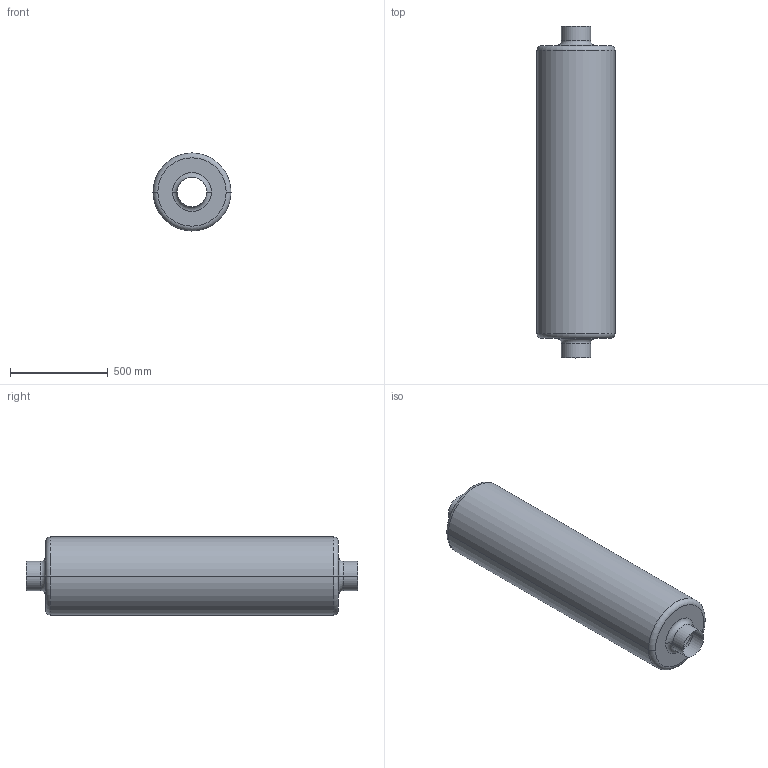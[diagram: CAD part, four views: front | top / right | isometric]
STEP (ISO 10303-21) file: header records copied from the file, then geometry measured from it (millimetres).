
FILE_DESCRIPTION (( 'STEP AP214' ), '1' );
FILE_NAME ('buckling.STEP', '2016-06-11T12:47:14', ( '' ), ( '' ), 'SwSTEP 2.0', 'SolidWorks 2015', '' );
FILE_SCHEMA (( 'AUTOMOTIVE_DESIGN' ));
Length unit declared in the file: millimetre
Products named in the file (1): buckling
Bounding box: 400 x 1700 x 400 mm (x, y, z)
Surface area: 2158107.3 mm2 (no closed solid volume)
Topology: 0 solids, 1 shells, 16 faces, 34 edges, 20 vertices
Faces by surface type: torus 8, cylinder 6, plane 2
Entity records: 465 total; most frequent: DIRECTION 96, CARTESIAN_POINT 71, ORIENTED_EDGE 64, AXIS2_PLACEMENT_3D 45, EDGE_CURVE 34, CIRCLE 28, VERTEX_POINT 20, EDGE_LOOP 18
